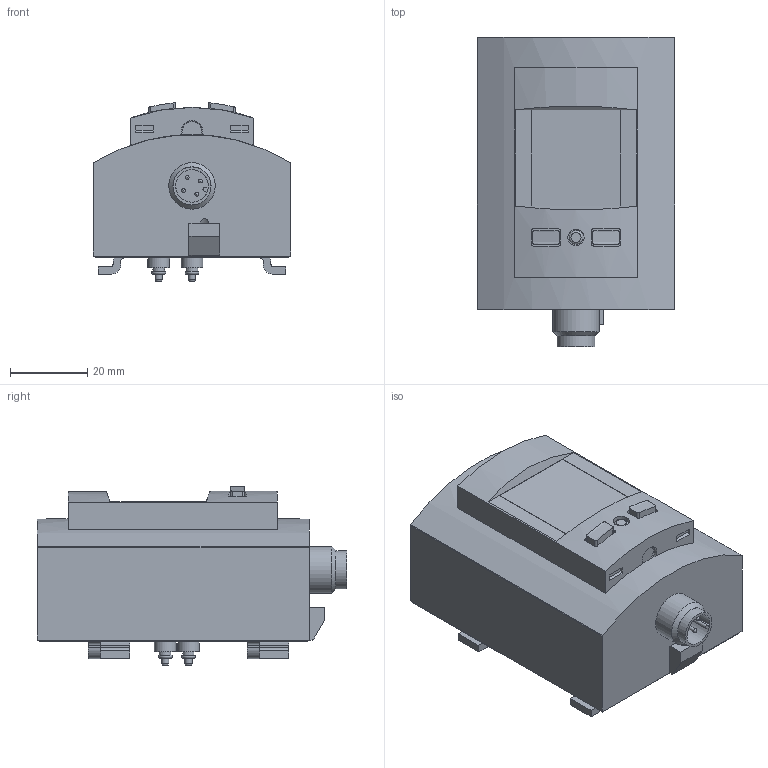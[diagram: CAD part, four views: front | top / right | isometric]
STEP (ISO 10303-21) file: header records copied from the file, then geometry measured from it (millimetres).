
FILE_DESCRIPTION(/* description */ ('STEP AP214'),/* implementation_level */ '2;1');
FILE_NAME(/* name */ '8074906_SPAU-P10R-MS6-F-L-PNLK-PNVBA-M12D',/* time_stamp */ '2024-09-10T10:44:25+02:00',/* author */ ('License CC BY-ND 4.0'),/* organization */ ('CADENAS'),/* preprocessor_version */ 'ST-DEVELOPER v19.3',/* originating_system */ 'PARTsolutions',/* authorisation */ ' ');
FILE_SCHEMA (('AUTOMOTIVE_DESIGN {1 0 10303 214 3 1 1}'));
Length unit declared in the file: millimetre
Products named in the file (2): 8074906 SPAU-P10R-MS6-F-L-PNLK-PNVBA-M12D; 8001200 SPAU-B2MS6FM-LLKAM12DFM12-p
Assembly tree (1 placements, depth 2):
  8074906 SPAU-P10R-MS6-F-L-PNLK-PNVBA-M12D
    8001200 SPAU-B2MS6FM-LLKAM12DFM12-p
Bounding box: 51 x 79.8 x 46.05 mm (x, y, z)
Volume: 114364 mm3; surface area: 18656.2 mm2
Topology: 1 solids, 3 shells, 269 faces, 678 edges, 448 vertices
Faces by surface type: plane 168, cylinder 85, torus 7, cone 5, sphere 4
Full cylindrical faces by diameter (mm): 0.75 x2, 1 x4, 1.85 x4, 2.4 x1, 3.4 x1, 3.6 x1, 4.2 x1, 5.3 x1, 5.4 x1, 5.6 x2, 8.4 x1, 9.8 x1, 12 x1
Entity records: 9674 total; most frequent: CARTESIAN_POINT 1384, DIRECTION 1327, ORIENTED_EDGE 1248, EDGE_CURVE 624, AXIS2_PLACEMENT_3D 449, VERTEX_POINT 431, LINE 429, VECTOR 429
